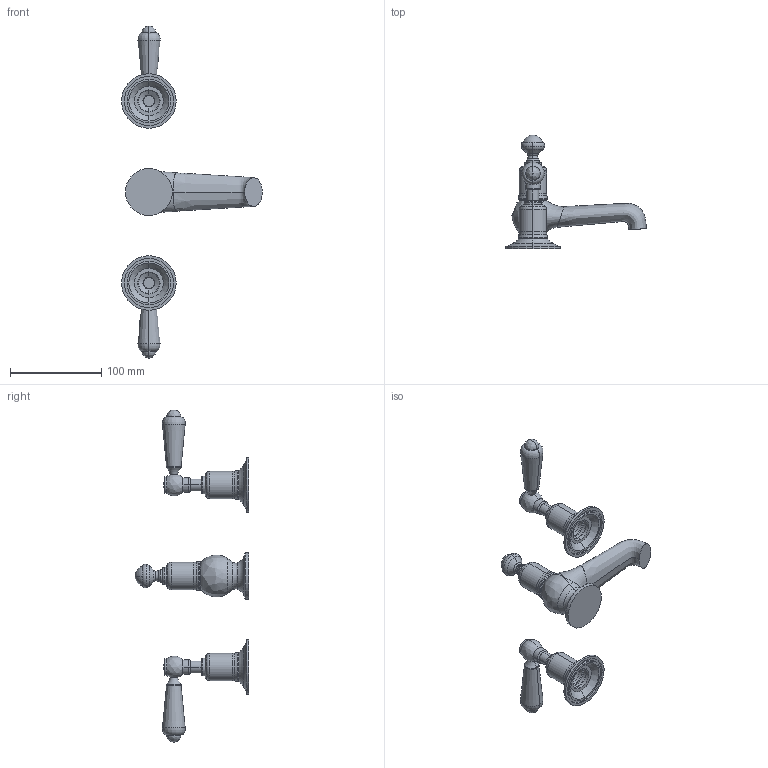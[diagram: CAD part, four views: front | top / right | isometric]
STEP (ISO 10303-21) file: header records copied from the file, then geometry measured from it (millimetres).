
FILE_DESCRIPTION((''),'2;1');
FILE_NAME('85193_ASM','2018-08-13T',('MQ'),(''),'PRO/ENGINEER BY PARAMETRIC TECHNOLOGY CORPORATION, 2012130','PRO/ENGINEER BY PARAMETRIC TECHNOLOGY CORPORATION, 2012130','');
FILE_SCHEMA(('CONFIG_CONTROL_DESIGN'));
Length unit declared in the file: millimetre
Products named in the file (10): MANIFOLD_SOLID_BREP_172; MANIFOLD_SOLID_BREP_177; PRT0224; PRT0225; PRT0226; PRT0227; PRT0228; ADMI2EE448WI_ASM; YIZHI----------; 85193_ASM
Assembly tree (10 placements, depth 3):
  85193_ASM
    ADMI2EE448WI_ASM
      MANIFOLD_SOLID_BREP_172
      MANIFOLD_SOLID_BREP_177
      PRT0224
      PRT0225
      PRT0226
      PRT0227
      PRT0228
    YIZHI----------  x2
Bounding box: 154.71 x 125 x 364.82 mm (x, y, z)
Volume: 255501.8 mm3; surface area: 76345.6 mm2
Topology: 11 solids, 11 shells, 277 faces, 560 edges, 323 vertices
Faces by surface type: torus 88, cylinder 80, plane 46, cone 39, bspline 18, revolution 4, sphere 2
Entity records: 9949 total; most frequent: CARTESIAN_POINT 4480, DIRECTION 1328, ORIENTED_EDGE 962, AXIS2_PLACEMENT_3D 610, EDGE_CURVE 481, CIRCLE 356, VERTEX_POINT 280, EDGE_LOOP 271
